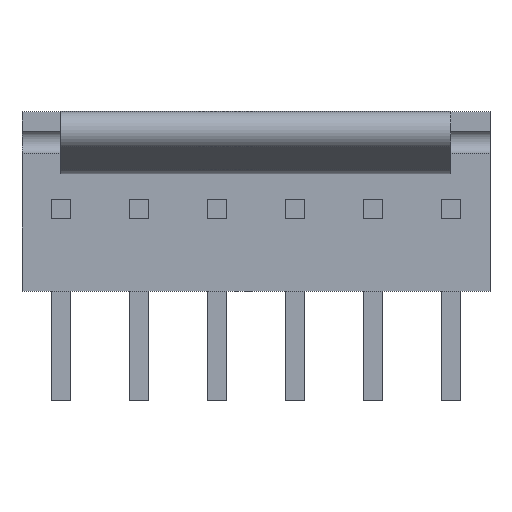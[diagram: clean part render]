
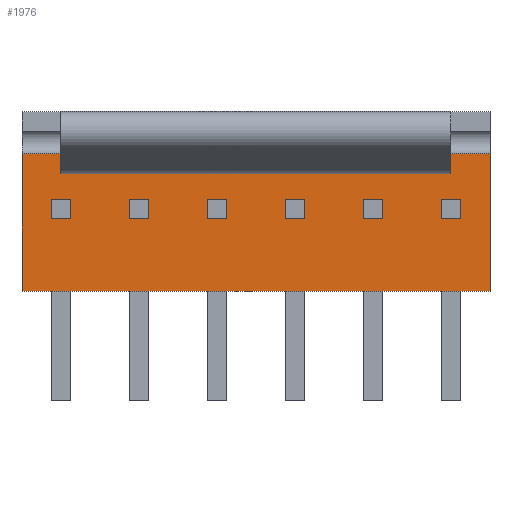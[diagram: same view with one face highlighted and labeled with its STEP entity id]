
A CAD part, top view. The second image highlights one B-rep face of the part: STEP entity #1976.
In plain terms, the highlighted planar face has unit normal (0, 0, 1).
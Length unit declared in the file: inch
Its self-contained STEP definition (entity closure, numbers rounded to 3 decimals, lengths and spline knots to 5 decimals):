
#89=DIRECTION('',(0.,-1.,0.));
#90=VECTOR('',#89,0.176);
#91=CARTESIAN_POINT('',(-0.3,0.071,0.));
#92=LINE('',#91,#90);
#253=DIRECTION('',(0.,-1.,0.));
#254=VECTOR('',#253,0.176);
#255=CARTESIAN_POINT('',(0.3,0.071,0.));
#256=LINE('',#255,#254);
#386=DIRECTION('',(1.,0.,0.));
#387=VECTOR('',#386,0.6);
#388=CARTESIAN_POINT('',(-0.3,-0.105,0.));
#389=LINE('',#388,#387);
#390=DIRECTION('',(1.,0.,0.));
#391=VECTOR('',#390,0.6);
#392=CARTESIAN_POINT('',(-0.3,0.071,0.));
#393=LINE('',#392,#391);
#394=DIRECTION('',(0.,1.,0.));
#395=VECTOR('',#394,0.025);
#396=CARTESIAN_POINT('',(0.2375,-0.0125,0.));
#397=LINE('',#396,#395);
#398=DIRECTION('',(1.,0.,0.));
#399=VECTOR('',#398,0.025);
#400=CARTESIAN_POINT('',(0.2375,-0.0125,0.));
#401=LINE('',#400,#399);
#402=DIRECTION('',(0.,1.,0.));
#403=VECTOR('',#402,0.025);
#404=CARTESIAN_POINT('',(0.2625,-0.0125,0.));
#405=LINE('',#404,#403);
#406=DIRECTION('',(1.,0.,0.));
#407=VECTOR('',#406,0.025);
#408=CARTESIAN_POINT('',(0.2375,0.0125,0.));
#409=LINE('',#408,#407);
#410=DIRECTION('',(0.,1.,0.));
#411=VECTOR('',#410,0.025);
#412=CARTESIAN_POINT('',(0.1375,-0.0125,0.));
#413=LINE('',#412,#411);
#414=DIRECTION('',(1.,0.,0.));
#415=VECTOR('',#414,0.025);
#416=CARTESIAN_POINT('',(0.1375,-0.0125,0.));
#417=LINE('',#416,#415);
#418=DIRECTION('',(0.,1.,0.));
#419=VECTOR('',#418,0.025);
#420=CARTESIAN_POINT('',(0.1625,-0.0125,0.));
#421=LINE('',#420,#419);
#422=DIRECTION('',(1.,0.,0.));
#423=VECTOR('',#422,0.025);
#424=CARTESIAN_POINT('',(0.1375,0.0125,0.));
#425=LINE('',#424,#423);
#426=DIRECTION('',(0.,1.,0.));
#427=VECTOR('',#426,0.025);
#428=CARTESIAN_POINT('',(0.0375,-0.0125,0.));
#429=LINE('',#428,#427);
#430=DIRECTION('',(1.,0.,0.));
#431=VECTOR('',#430,0.025);
#432=CARTESIAN_POINT('',(0.0375,-0.0125,0.));
#433=LINE('',#432,#431);
#434=DIRECTION('',(0.,1.,0.));
#435=VECTOR('',#434,0.025);
#436=CARTESIAN_POINT('',(0.0625,-0.0125,0.));
#437=LINE('',#436,#435);
#438=DIRECTION('',(1.,0.,0.));
#439=VECTOR('',#438,0.025);
#440=CARTESIAN_POINT('',(0.0375,0.0125,0.));
#441=LINE('',#440,#439);
#442=DIRECTION('',(0.,1.,0.));
#443=VECTOR('',#442,0.025);
#444=CARTESIAN_POINT('',(-0.0625,-0.0125,0.));
#445=LINE('',#444,#443);
#446=DIRECTION('',(1.,0.,0.));
#447=VECTOR('',#446,0.025);
#448=CARTESIAN_POINT('',(-0.0625,-0.0125,0.));
#449=LINE('',#448,#447);
#450=DIRECTION('',(0.,1.,0.));
#451=VECTOR('',#450,0.025);
#452=CARTESIAN_POINT('',(-0.0375,-0.0125,0.));
#453=LINE('',#452,#451);
#454=DIRECTION('',(1.,0.,0.));
#455=VECTOR('',#454,0.025);
#456=CARTESIAN_POINT('',(-0.0625,0.0125,0.));
#457=LINE('',#456,#455);
#458=DIRECTION('',(0.,1.,0.));
#459=VECTOR('',#458,0.025);
#460=CARTESIAN_POINT('',(-0.1625,-0.0125,0.));
#461=LINE('',#460,#459);
#462=DIRECTION('',(1.,0.,0.));
#463=VECTOR('',#462,0.025);
#464=CARTESIAN_POINT('',(-0.1625,-0.0125,0.));
#465=LINE('',#464,#463);
#466=DIRECTION('',(0.,1.,0.));
#467=VECTOR('',#466,0.025);
#468=CARTESIAN_POINT('',(-0.1375,-0.0125,0.));
#469=LINE('',#468,#467);
#470=DIRECTION('',(1.,0.,0.));
#471=VECTOR('',#470,0.025);
#472=CARTESIAN_POINT('',(-0.1625,0.0125,0.));
#473=LINE('',#472,#471);
#474=DIRECTION('',(0.,1.,0.));
#475=VECTOR('',#474,0.025);
#476=CARTESIAN_POINT('',(-0.2625,-0.0125,0.));
#477=LINE('',#476,#475);
#478=DIRECTION('',(1.,0.,0.));
#479=VECTOR('',#478,0.025);
#480=CARTESIAN_POINT('',(-0.2625,-0.0125,0.));
#481=LINE('',#480,#479);
#482=DIRECTION('',(0.,1.,0.));
#483=VECTOR('',#482,0.025);
#484=CARTESIAN_POINT('',(-0.2375,-0.0125,0.));
#485=LINE('',#484,#483);
#486=DIRECTION('',(1.,0.,0.));
#487=VECTOR('',#486,0.025);
#488=CARTESIAN_POINT('',(-0.2625,0.0125,0.));
#489=LINE('',#488,#487);
#1198=CARTESIAN_POINT('',(-0.3,0.071,0.));
#1199=VERTEX_POINT('',#1198);
#1200=CARTESIAN_POINT('',(-0.3,-0.105,0.));
#1201=VERTEX_POINT('',#1200);
#1218=CARTESIAN_POINT('',(0.3,0.071,0.));
#1219=VERTEX_POINT('',#1218);
#1220=CARTESIAN_POINT('',(0.3,-0.105,0.));
#1221=VERTEX_POINT('',#1220);
#1302=CARTESIAN_POINT('',(0.2375,-0.0125,0.));
#1303=CARTESIAN_POINT('',(0.2375,0.0125,0.));
#1304=VERTEX_POINT('',#1302);
#1305=VERTEX_POINT('',#1303);
#1306=CARTESIAN_POINT('',(0.2625,-0.0125,0.));
#1307=CARTESIAN_POINT('',(0.2625,0.0125,0.));
#1308=VERTEX_POINT('',#1306);
#1309=VERTEX_POINT('',#1307);
#1350=CARTESIAN_POINT('',(0.1375,-0.0125,0.));
#1351=CARTESIAN_POINT('',(0.1375,0.0125,0.));
#1352=VERTEX_POINT('',#1350);
#1353=VERTEX_POINT('',#1351);
#1354=CARTESIAN_POINT('',(0.1625,-0.0125,0.));
#1355=CARTESIAN_POINT('',(0.1625,0.0125,0.));
#1356=VERTEX_POINT('',#1354);
#1357=VERTEX_POINT('',#1355);
#1398=CARTESIAN_POINT('',(0.0375,-0.0125,0.));
#1399=CARTESIAN_POINT('',(0.0375,0.0125,0.));
#1400=VERTEX_POINT('',#1398);
#1401=VERTEX_POINT('',#1399);
#1402=CARTESIAN_POINT('',(0.0625,-0.0125,0.));
#1403=CARTESIAN_POINT('',(0.0625,0.0125,0.));
#1404=VERTEX_POINT('',#1402);
#1405=VERTEX_POINT('',#1403);
#1446=CARTESIAN_POINT('',(-0.0625,-0.0125,0.));
#1447=CARTESIAN_POINT('',(-0.0625,0.0125,0.));
#1448=VERTEX_POINT('',#1446);
#1449=VERTEX_POINT('',#1447);
#1450=CARTESIAN_POINT('',(-0.0375,-0.0125,0.));
#1451=CARTESIAN_POINT('',(-0.0375,0.0125,0.));
#1452=VERTEX_POINT('',#1450);
#1453=VERTEX_POINT('',#1451);
#1494=CARTESIAN_POINT('',(-0.1625,-0.0125,0.));
#1495=CARTESIAN_POINT('',(-0.1625,0.0125,0.));
#1496=VERTEX_POINT('',#1494);
#1497=VERTEX_POINT('',#1495);
#1498=CARTESIAN_POINT('',(-0.1375,-0.0125,0.));
#1499=CARTESIAN_POINT('',(-0.1375,0.0125,0.));
#1500=VERTEX_POINT('',#1498);
#1501=VERTEX_POINT('',#1499);
#1542=CARTESIAN_POINT('',(-0.2625,-0.0125,0.));
#1543=CARTESIAN_POINT('',(-0.2625,0.0125,0.));
#1544=VERTEX_POINT('',#1542);
#1545=VERTEX_POINT('',#1543);
#1546=CARTESIAN_POINT('',(-0.2375,-0.0125,0.));
#1547=CARTESIAN_POINT('',(-0.2375,0.0125,0.));
#1548=VERTEX_POINT('',#1546);
#1549=VERTEX_POINT('',#1547);
#1904=CARTESIAN_POINT('',(-0.3,0.071,0.));
#1905=DIRECTION('',(0.,0.,1.));
#1906=DIRECTION('',(0.,-1.,0.));
#1907=AXIS2_PLACEMENT_3D('',#1904,#1905,#1906);
#1908=PLANE('',#1907);
#1909=ORIENTED_EDGE('',*,*,#1571,.F.);
#1911=ORIENTED_EDGE('',*,*,#1910,.T.);
#1912=ORIENTED_EDGE('',*,*,#1756,.T.);
#1913=ORIENTED_EDGE('',*,*,#1897,.F.);
#1914=EDGE_LOOP('',(#1909,#1911,#1912,#1913));
#1915=FACE_OUTER_BOUND('',#1914,.F.);
#1917=ORIENTED_EDGE('',*,*,#1916,.F.);
#1919=ORIENTED_EDGE('',*,*,#1918,.T.);
#1921=ORIENTED_EDGE('',*,*,#1920,.T.);
#1923=ORIENTED_EDGE('',*,*,#1922,.F.);
#1924=EDGE_LOOP('',(#1917,#1919,#1921,#1923));
#1925=FACE_BOUND('',#1924,.F.);
#1927=ORIENTED_EDGE('',*,*,#1926,.F.);
#1929=ORIENTED_EDGE('',*,*,#1928,.T.);
#1931=ORIENTED_EDGE('',*,*,#1930,.T.);
#1933=ORIENTED_EDGE('',*,*,#1932,.F.);
#1934=EDGE_LOOP('',(#1927,#1929,#1931,#1933));
#1935=FACE_BOUND('',#1934,.F.);
#1937=ORIENTED_EDGE('',*,*,#1936,.F.);
#1939=ORIENTED_EDGE('',*,*,#1938,.T.);
#1941=ORIENTED_EDGE('',*,*,#1940,.T.);
#1943=ORIENTED_EDGE('',*,*,#1942,.F.);
#1944=EDGE_LOOP('',(#1937,#1939,#1941,#1943));
#1945=FACE_BOUND('',#1944,.F.);
#1947=ORIENTED_EDGE('',*,*,#1946,.F.);
#1949=ORIENTED_EDGE('',*,*,#1948,.T.);
#1951=ORIENTED_EDGE('',*,*,#1950,.T.);
#1953=ORIENTED_EDGE('',*,*,#1952,.F.);
#1954=EDGE_LOOP('',(#1947,#1949,#1951,#1953));
#1955=FACE_BOUND('',#1954,.F.);
#1957=ORIENTED_EDGE('',*,*,#1956,.F.);
#1959=ORIENTED_EDGE('',*,*,#1958,.T.);
#1961=ORIENTED_EDGE('',*,*,#1960,.T.);
#1963=ORIENTED_EDGE('',*,*,#1962,.F.);
#1964=EDGE_LOOP('',(#1957,#1959,#1961,#1963));
#1965=FACE_BOUND('',#1964,.F.);
#1967=ORIENTED_EDGE('',*,*,#1966,.F.);
#1969=ORIENTED_EDGE('',*,*,#1968,.T.);
#1971=ORIENTED_EDGE('',*,*,#1970,.T.);
#1973=ORIENTED_EDGE('',*,*,#1972,.F.);
#1974=EDGE_LOOP('',(#1967,#1969,#1971,#1973));
#1975=FACE_BOUND('',#1974,.F.);
#1976=ADVANCED_FACE('',(#1915,#1925,#1935,#1945,#1955,#1965,#1975),#1908,.T.);
#1571=EDGE_CURVE('',#1199,#1201,#92,.T.);
#1756=EDGE_CURVE('',#1219,#1221,#256,.T.);
#1897=EDGE_CURVE('',#1201,#1221,#389,.T.);
#1910=EDGE_CURVE('',#1199,#1219,#393,.T.);
#1916=EDGE_CURVE('',#1304,#1305,#397,.T.);
#1918=EDGE_CURVE('',#1304,#1308,#401,.T.);
#1920=EDGE_CURVE('',#1308,#1309,#405,.T.);
#1922=EDGE_CURVE('',#1305,#1309,#409,.T.);
#1926=EDGE_CURVE('',#1352,#1353,#413,.T.);
#1928=EDGE_CURVE('',#1352,#1356,#417,.T.);
#1930=EDGE_CURVE('',#1356,#1357,#421,.T.);
#1932=EDGE_CURVE('',#1353,#1357,#425,.T.);
#1936=EDGE_CURVE('',#1400,#1401,#429,.T.);
#1938=EDGE_CURVE('',#1400,#1404,#433,.T.);
#1940=EDGE_CURVE('',#1404,#1405,#437,.T.);
#1942=EDGE_CURVE('',#1401,#1405,#441,.T.);
#1946=EDGE_CURVE('',#1448,#1449,#445,.T.);
#1948=EDGE_CURVE('',#1448,#1452,#449,.T.);
#1950=EDGE_CURVE('',#1452,#1453,#453,.T.);
#1952=EDGE_CURVE('',#1449,#1453,#457,.T.);
#1956=EDGE_CURVE('',#1496,#1497,#461,.T.);
#1958=EDGE_CURVE('',#1496,#1500,#465,.T.);
#1960=EDGE_CURVE('',#1500,#1501,#469,.T.);
#1962=EDGE_CURVE('',#1497,#1501,#473,.T.);
#1966=EDGE_CURVE('',#1544,#1545,#477,.T.);
#1968=EDGE_CURVE('',#1544,#1548,#481,.T.);
#1970=EDGE_CURVE('',#1548,#1549,#485,.T.);
#1972=EDGE_CURVE('',#1545,#1549,#489,.T.);
